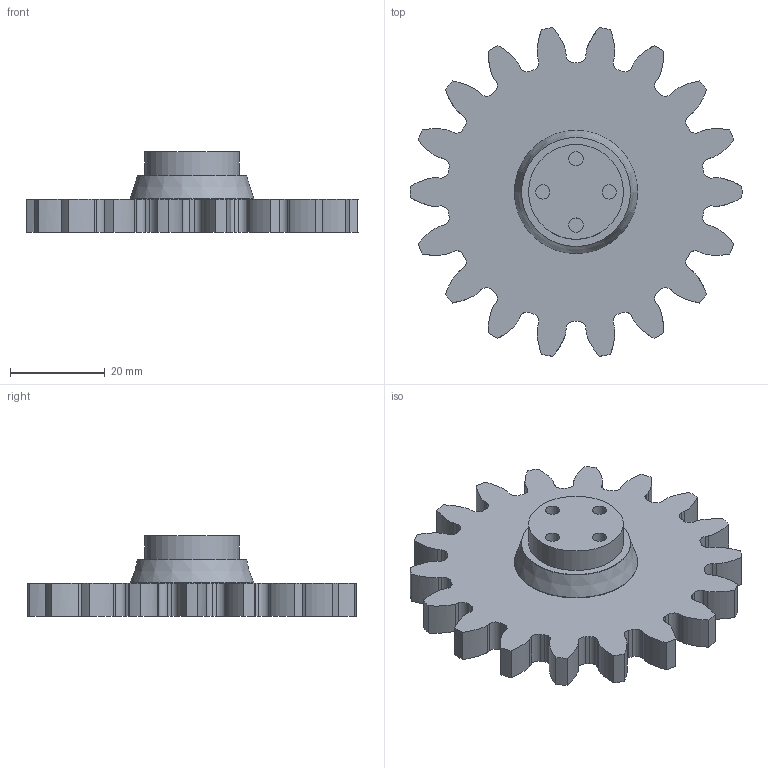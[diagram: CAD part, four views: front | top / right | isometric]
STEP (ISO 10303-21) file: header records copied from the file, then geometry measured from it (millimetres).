
FILE_DESCRIPTION(/* description */ (''),/* implementation_level */ '2;1');
FILE_NAME(/* name */ 'servo spur gear with buffer v1.step',/* time_stamp */ '2025-04-04T20:35:08+08:00',/* author */ (''),/* organization */ (''),/* preprocessor_version */ 'ST-DEVELOPER v20.1',/* originating_system */ 'Autodesk Translation Framework v14.4.0.0',/* authorisation */ '');
FILE_SCHEMA (('AUTOMOTIVE_DESIGN { 1 0 10303 214 3 1 1 }'));
Length unit declared in the file: millimetre
Products named in the file (2): servo spur gear with buffer; Spur Gear (18 teeth)
Assembly tree (1 placements, depth 2):
  servo spur gear with buffer
    Spur Gear (18 teeth)
Bounding box: 70 x 69.31 x 17 mm (x, y, z)
Volume: 24783.6 mm3; surface area: 10962.4 mm2
Topology: 2 solids, 2 shells, 166 faces, 469 edges, 312 vertices
Faces by surface type: cylinder 84, plane 45, bspline 36, cone 1
Full cylindrical faces by diameter (mm): 3 x8, 6 x1, 20 x1, 23 x1, 26 x1
Entity records: 15831 total; most frequent: CARTESIAN_POINT 11642, ORIENTED_EDGE 938, DIRECTION 831, EDGE_CURVE 469, VERTEX_POINT 312, AXIS2_PLACEMENT_3D 301, LINE 229, VECTOR 229
